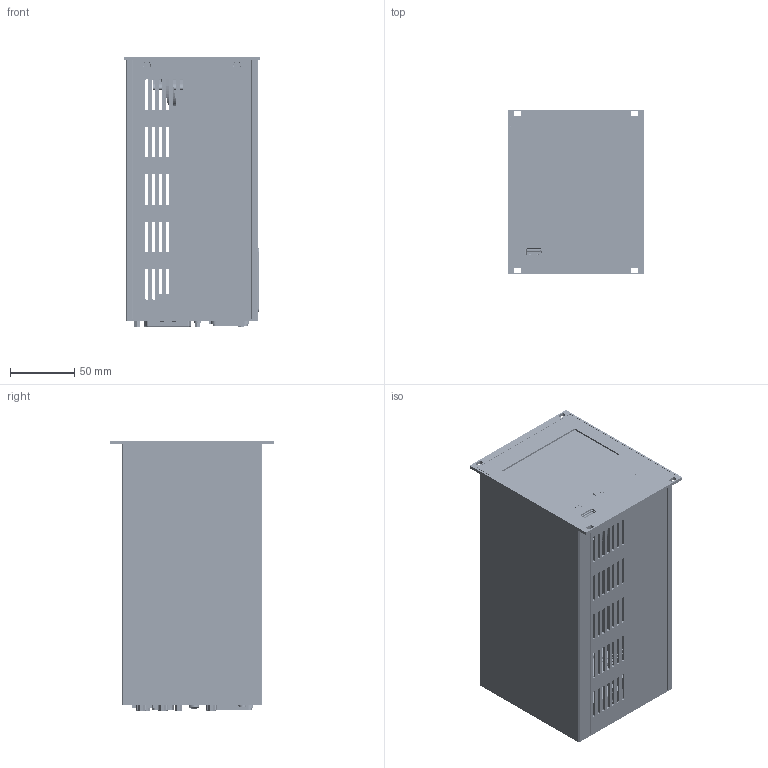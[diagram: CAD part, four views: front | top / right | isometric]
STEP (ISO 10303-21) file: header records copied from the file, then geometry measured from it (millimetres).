
FILE_DESCRIPTION(/* description */ (''),/* implementation_level */ '2;1');
FILE_NAME(/* name */ 'VGC_502.stp',/* time_stamp */ '2015-05-04T10:46:13+02:00',/* author */ ('bem'),/* organization */ (''),/* preprocessor_version */ 'ST-DEVELOPER v15.2',/* originating_system */ 'Autodesk Inventor 2014',/* authorisation */ '');
FILE_SCHEMA (('AUTOMOTIVE_DESIGN { 1 0 10303 214 3 1 1 }'));
Products named in the file (1): Bauteil10
Bounding box: 106.2 x 128.5 x 211.1 mm (x, y, z)
Volume: 15176.1 mm3; surface area: 300591.3 mm2
Topology: 11 solids, 12 shells, 5975 faces, 16660 edges, 10844 vertices
Faces by surface type: plane 3315, cylinder 1829, bspline 498, torus 143, cone 114, sphere 76
Full cylindrical faces by diameter (mm): 0.4 x5, 0.403 x4, 0.46 x16, 0.6 x9, 0.8 x8, 0.84 x9, 1.04 x18, 1.14 x9, 1.143 x55, 1.333 x55, 1.4 x5, 2.095 x55, 2.261 x8, 2.3 x1, 2.5 x5, 2.75 x3, 2.8 x8, 3 x5, 3.1 x2, 3.2 x2, 3.239 x3, 3.25 x2, 3.3 x9, 3.5 x3, 4 x2, 5.38 x1, 5.4 x1, 5.6 x13, 6 x13, 7.9 x1
Entity records: 219146 total; most frequent: CARTESIAN_POINT 61361, ORIENTED_EDGE 32304, DIRECTION 30060, EDGE_CURVE 16147, VERTEX_POINT 10808, LINE 10508, VECTOR 10508, AXIS2_PLACEMENT_3D 9776
